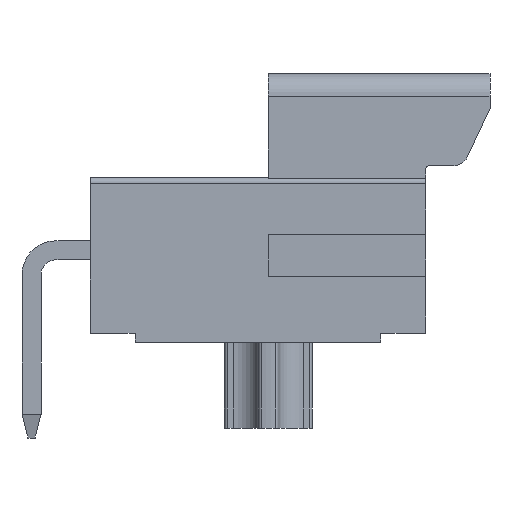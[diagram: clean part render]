
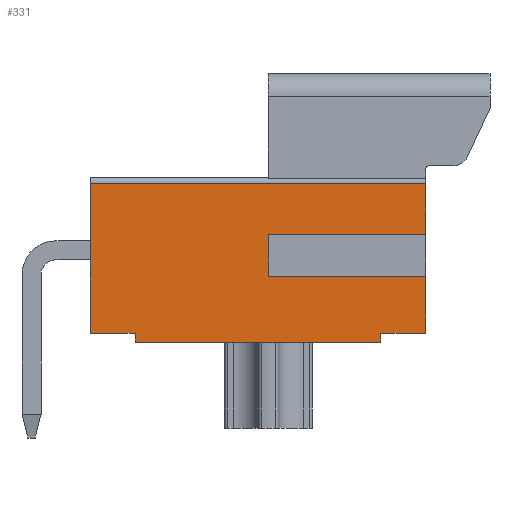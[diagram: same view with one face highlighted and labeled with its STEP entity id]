
A CAD part, front view. The second image highlights one B-rep face of the part: STEP entity #331.
In plain terms, the highlighted planar face has unit normal (0, -1, 0).
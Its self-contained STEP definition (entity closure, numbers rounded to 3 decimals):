
#21 = EDGE_CURVE('',#22,#24,#26,.T.);
#22 = VERTEX_POINT('',#23);
#23 = CARTESIAN_POINT('',(1.864,-5.72,-0.144));
#24 = VERTEX_POINT('',#25);
#25 = CARTESIAN_POINT('',(3.364,-5.72,-0.144));
#26 = LINE('',#27,#28);
#27 = CARTESIAN_POINT('',(1.864,-5.72,-0.144));
#28 = VECTOR('',#29,1.);
#29 = DIRECTION('',(1.,0.,0.));
#48 = VERTEX_POINT('',#49);
#49 = CARTESIAN_POINT('',(11.564,-5.72,-0.144));
#55 = EDGE_CURVE('',#48,#56,#58,.T.);
#56 = VERTEX_POINT('',#57);
#57 = CARTESIAN_POINT('',(13.064,-5.72,-0.144));
#58 = LINE('',#59,#60);
#59 = CARTESIAN_POINT('',(11.564,-5.72,-0.144));
#60 = VECTOR('',#61,1.);
#61 = DIRECTION('',(1.,0.,0.));
#331 = ADVANCED_FACE('',(#332),#412,.T.);
#332 = FACE_BOUND('',#333,.F.);
#333 = EDGE_LOOP('',(#334,#344,#352,#360,#368,#376,#382,#383,#391,#399,
    #405,#406));
#334 = ORIENTED_EDGE('',*,*,#335,.T.);
#335 = EDGE_CURVE('',#336,#338,#340,.T.);
#336 = VERTEX_POINT('',#337);
#337 = CARTESIAN_POINT('',(1.864,-5.72,4.856));
#338 = VERTEX_POINT('',#339);
#339 = CARTESIAN_POINT('',(13.064,-5.72,4.856));
#340 = LINE('',#341,#342);
#341 = CARTESIAN_POINT('',(1.864,-5.72,4.856));
#342 = VECTOR('',#343,1.);
#343 = DIRECTION('',(1.,0.,0.));
#344 = ORIENTED_EDGE('',*,*,#345,.F.);
#345 = EDGE_CURVE('',#346,#338,#348,.T.);
#346 = VERTEX_POINT('',#347);
#347 = CARTESIAN_POINT('',(13.064,-5.72,3.156));
#348 = LINE('',#349,#350);
#349 = CARTESIAN_POINT('',(13.064,-5.72,3.156));
#350 = VECTOR('',#351,1.);
#351 = DIRECTION('',(0.,0.,1.));
#352 = ORIENTED_EDGE('',*,*,#353,.T.);
#353 = EDGE_CURVE('',#346,#354,#356,.T.);
#354 = VERTEX_POINT('',#355);
#355 = CARTESIAN_POINT('',(7.814,-5.72,3.156));
#356 = LINE('',#357,#358);
#357 = CARTESIAN_POINT('',(13.064,-5.72,3.156));
#358 = VECTOR('',#359,1.);
#359 = DIRECTION('',(-1.,0.,0.));
#360 = ORIENTED_EDGE('',*,*,#361,.F.);
#361 = EDGE_CURVE('',#362,#354,#364,.T.);
#362 = VERTEX_POINT('',#363);
#363 = CARTESIAN_POINT('',(7.814,-5.72,1.756));
#364 = LINE('',#365,#366);
#365 = CARTESIAN_POINT('',(7.814,-5.72,1.756));
#366 = VECTOR('',#367,1.);
#367 = DIRECTION('',(0.,0.,1.));
#368 = ORIENTED_EDGE('',*,*,#369,.F.);
#369 = EDGE_CURVE('',#370,#362,#372,.T.);
#370 = VERTEX_POINT('',#371);
#371 = CARTESIAN_POINT('',(13.064,-5.72,1.756));
#372 = LINE('',#373,#374);
#373 = CARTESIAN_POINT('',(13.064,-5.72,1.756));
#374 = VECTOR('',#375,1.);
#375 = DIRECTION('',(-1.,0.,0.));
#376 = ORIENTED_EDGE('',*,*,#377,.F.);
#377 = EDGE_CURVE('',#56,#370,#378,.T.);
#378 = LINE('',#379,#380);
#379 = CARTESIAN_POINT('',(13.064,-5.72,-0.144));
#380 = VECTOR('',#381,1.);
#381 = DIRECTION('',(0.,0.,1.));
#382 = ORIENTED_EDGE('',*,*,#55,.F.);
#383 = ORIENTED_EDGE('',*,*,#384,.T.);
#384 = EDGE_CURVE('',#48,#385,#387,.T.);
#385 = VERTEX_POINT('',#386);
#386 = CARTESIAN_POINT('',(11.564,-5.72,-0.444));
#387 = LINE('',#388,#389);
#388 = CARTESIAN_POINT('',(11.564,-5.72,-0.144));
#389 = VECTOR('',#390,1.);
#390 = DIRECTION('',(0.,0.,-1.));
#391 = ORIENTED_EDGE('',*,*,#392,.T.);
#392 = EDGE_CURVE('',#385,#393,#395,.T.);
#393 = VERTEX_POINT('',#394);
#394 = CARTESIAN_POINT('',(3.364,-5.72,-0.444));
#395 = LINE('',#396,#397);
#396 = CARTESIAN_POINT('',(11.564,-5.72,-0.444));
#397 = VECTOR('',#398,1.);
#398 = DIRECTION('',(-1.,0.,0.));
#399 = ORIENTED_EDGE('',*,*,#400,.F.);
#400 = EDGE_CURVE('',#24,#393,#401,.T.);
#401 = LINE('',#402,#403);
#402 = CARTESIAN_POINT('',(3.364,-5.72,-0.144));
#403 = VECTOR('',#404,1.);
#404 = DIRECTION('',(0.,0.,-1.));
#405 = ORIENTED_EDGE('',*,*,#21,.F.);
#406 = ORIENTED_EDGE('',*,*,#407,.T.);
#407 = EDGE_CURVE('',#22,#336,#408,.T.);
#408 = LINE('',#409,#410);
#409 = CARTESIAN_POINT('',(1.864,-5.72,-0.144));
#410 = VECTOR('',#411,1.);
#411 = DIRECTION('',(0.,0.,1.));
#412 = PLANE('',#413);
#413 = AXIS2_PLACEMENT_3D('',#414,#415,#416);
#414 = CARTESIAN_POINT('',(1.864,-5.72,-0.144));
#415 = DIRECTION('',(0.,-1.,0.));
#416 = DIRECTION('',(1.,0.,0.));
